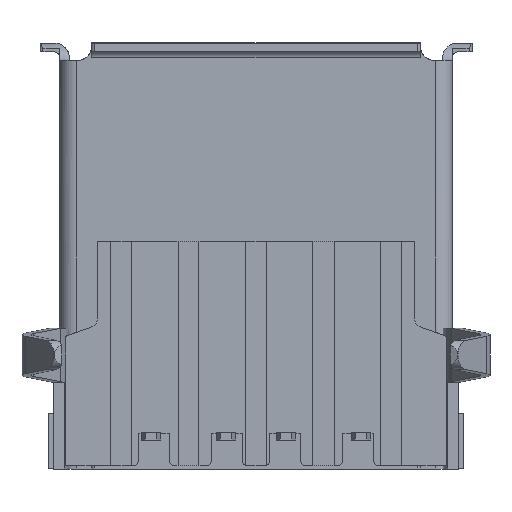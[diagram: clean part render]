
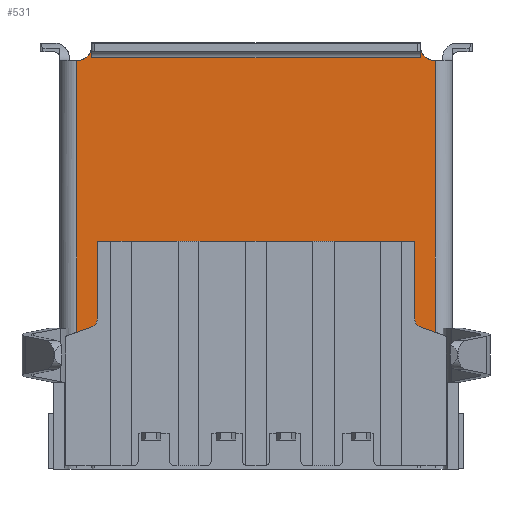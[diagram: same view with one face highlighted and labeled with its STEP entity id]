
A CAD part, front view. The second image highlights one B-rep face of the part: STEP entity #531.
In plain terms, the highlighted planar face has unit normal (0, -1, 0).
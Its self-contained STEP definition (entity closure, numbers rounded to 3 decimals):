
#531=ADVANCED_FACE('',(#1223),#1224,.T.);
#1223=FACE_OUTER_BOUND('',#2074,.T.);
#1224=PLANE('',#2075);
#2074=EDGE_LOOP('',(#3682,#3683,#3684,#3685,#3686,#3687,#3688,#3689,#3690,#3691,#3692,#3693,#3694,#3695,#3696,#3697,#3698,#3699,#3700,#3701));
#2075=AXIS2_PLACEMENT_3D('',#3702,#3703,#3704);
#3682=ORIENTED_EDGE('',*,*,#5635,.T.);
#3683=ORIENTED_EDGE('',*,*,#5836,.F.);
#3684=ORIENTED_EDGE('',*,*,#5850,.T.);
#3685=ORIENTED_EDGE('',*,*,#5851,.T.);
#3686=ORIENTED_EDGE('',*,*,#5852,.T.);
#3687=ORIENTED_EDGE('',*,*,#5853,.F.);
#3688=ORIENTED_EDGE('',*,*,#5854,.T.);
#3689=ORIENTED_EDGE('',*,*,#5855,.F.);
#3690=ORIENTED_EDGE('',*,*,#5856,.F.);
#3691=ORIENTED_EDGE('',*,*,#5857,.F.);
#3692=ORIENTED_EDGE('',*,*,#5858,.T.);
#3693=ORIENTED_EDGE('',*,*,#5859,.T.);
#3694=ORIENTED_EDGE('',*,*,#5860,.T.);
#3695=ORIENTED_EDGE('',*,*,#5861,.T.);
#3696=ORIENTED_EDGE('',*,*,#5676,.T.);
#3697=ORIENTED_EDGE('',*,*,#5672,.T.);
#3698=ORIENTED_EDGE('',*,*,#5668,.T.);
#3699=ORIENTED_EDGE('',*,*,#5645,.T.);
#3700=ORIENTED_EDGE('',*,*,#5642,.T.);
#3701=ORIENTED_EDGE('',*,*,#5639,.T.);
#3702=CARTESIAN_POINT('',(5.722,0.7,0.4));
#3703=DIRECTION('',(0.0,-1.0,-0.0));
#3704=DIRECTION('',(-1.0,0.0,0.));
#5635=EDGE_CURVE('',#6921,#6919,#6922,.T.);
#5639=EDGE_CURVE('',#6926,#6921,#6927,.T.);
#5642=EDGE_CURVE('',#6930,#6926,#6931,.T.);
#5645=EDGE_CURVE('',#6934,#6930,#6935,.T.);
#5668=EDGE_CURVE('',#6978,#6934,#6979,.T.);
#5672=EDGE_CURVE('',#6984,#6978,#6985,.T.);
#5676=EDGE_CURVE('',#6990,#6984,#6991,.T.);
#5836=EDGE_CURVE('',#7208,#6919,#7210,.T.);
#5850=EDGE_CURVE('',#7208,#7228,#7229,.T.);
#5851=EDGE_CURVE('',#7228,#7230,#7231,.T.);
#5852=EDGE_CURVE('',#7230,#7232,#7233,.T.);
#5853=EDGE_CURVE('',#7234,#7232,#7235,.T.);
#5854=EDGE_CURVE('',#7234,#7236,#7237,.T.);
#5855=EDGE_CURVE('',#7238,#7236,#7239,.T.);
#5856=EDGE_CURVE('',#7240,#7238,#7241,.T.);
#5857=EDGE_CURVE('',#7242,#7240,#7243,.T.);
#5858=EDGE_CURVE('',#7242,#7244,#7245,.T.);
#5859=EDGE_CURVE('',#7244,#7246,#7247,.T.);
#5860=EDGE_CURVE('',#7246,#7248,#7249,.T.);
#5861=EDGE_CURVE('',#7248,#6990,#7250,.T.);
#6919=VERTEX_POINT('',#8767);
#6921=VERTEX_POINT('',#8769);
#6922=LINE('',#8770,#8771);
#6926=VERTEX_POINT('',#8776);
#6927=CIRCLE('',#8777,0.292);
#6930=VERTEX_POINT('',#8781);
#6931=LINE('',#8782,#8783);
#6934=VERTEX_POINT('',#8787);
#6935=LINE('',#8788,#8789);
#6978=VERTEX_POINT('',#8853);
#6979=LINE('',#8854,#8855);
#6984=VERTEX_POINT('',#8862);
#6985=CIRCLE('',#8863,0.292);
#6990=VERTEX_POINT('',#8869);
#6991=LINE('',#8870,#8871);
#7208=VERTEX_POINT('',#9193);
#7210=LINE('',#9195,#9196);
#7228=VERTEX_POINT('',#9221);
#7229=LINE('',#9222,#9223);
#7230=VERTEX_POINT('',#9224);
#7231=CIRCLE('',#9225,0.487);
#7232=VERTEX_POINT('',#9226);
#7233=LINE('',#9227,#9228);
#7234=VERTEX_POINT('',#9229);
#7235=LINE('',#9230,#9231);
#7236=VERTEX_POINT('',#9232);
#7237=LINE('',#9233,#9234);
#7238=VERTEX_POINT('',#9235);
#7239=LINE('',#9236,#9237);
#7240=VERTEX_POINT('',#9238);
#7241=LINE('',#9239,#9240);
#7242=VERTEX_POINT('',#9241);
#7243=LINE('',#9242,#9243);
#7244=VERTEX_POINT('',#9244);
#7245=LINE('',#9245,#9246);
#7246=VERTEX_POINT('',#9247);
#7247=CIRCLE('',#9248,0.487);
#7248=VERTEX_POINT('',#9249);
#7249=LINE('',#9250,#9251);
#7250=LINE('',#9252,#9253);
#8767=CARTESIAN_POINT('',(5.967,0.7,-9.638));
#8769=CARTESIAN_POINT('',(5.487,0.7,-9.465));
#8770=CARTESIAN_POINT('',(4.209,0.7,-9.004));
#8771=VECTOR('',#10940,1.0);
#8776=CARTESIAN_POINT('',(5.294,0.7,-9.19));
#8777=AXIS2_PLACEMENT_3D('',#10945,#10946,#10947);
#8781=CARTESIAN_POINT('',(5.294,0.7,-6.6));
#8782=CARTESIAN_POINT('',(5.294,0.7,-3.748));
#8783=VECTOR('',#10949,1.0);
#8787=CARTESIAN_POINT('',(-5.294,0.7,-6.6));
#8788=CARTESIAN_POINT('',(2.861,0.7,-6.6));
#8789=VECTOR('',#10951,1.0);
#8853=CARTESIAN_POINT('',(-5.294,0.7,-9.19));
#8854=CARTESIAN_POINT('',(-5.294,0.7,-3.748));
#8855=VECTOR('',#10973,1.0);
#8862=CARTESIAN_POINT('',(-5.487,0.7,-9.465));
#8863=AXIS2_PLACEMENT_3D('',#10976,#10977,#10978);
#8869=CARTESIAN_POINT('',(-5.967,0.7,-9.638));
#8870=CARTESIAN_POINT('',(0.855,0.7,-7.178));
#8871=VECTOR('',#10983,1.0);
#9193=CARTESIAN_POINT('',(5.967,0.7,-0.587));
#9195=CARTESIAN_POINT('',(5.967,0.7,0.4));
#9196=VECTOR('',#11136,1.0);
#9221=CARTESIAN_POINT('',(5.963,0.7,-0.587));
#9222=CARTESIAN_POINT('',(5.908,0.7,-0.587));
#9223=VECTOR('',#11147,1.0);
#9224=CARTESIAN_POINT('',(5.477,0.7,-0.1));
#9225=AXIS2_PLACEMENT_3D('',#11148,#11149,#11150);
#9226=CARTESIAN_POINT('',(5.477,0.7,-0.067));
#9227=CARTESIAN_POINT('',(5.477,0.7,0.394));
#9228=VECTOR('',#11151,1.0);
#9229=CARTESIAN_POINT('',(5.477,0.7,-0.067));
#9230=CARTESIAN_POINT('',(5.722,0.7,-0.067));
#9231=VECTOR('',#11152,1.0);
#9232=CARTESIAN_POINT('',(5.477,0.7,-0.487));
#9233=CARTESIAN_POINT('',(5.477,0.7,0.4));
#9234=VECTOR('',#11153,1.0);
#9235=CARTESIAN_POINT('',(-5.477,0.7,-0.487));
#9236=CARTESIAN_POINT('',(-8.0,0.7,-0.487));
#9237=VECTOR('',#11154,1.0);
#9238=CARTESIAN_POINT('',(-5.477,0.7,-0.067));
#9239=CARTESIAN_POINT('',(-5.477,0.7,0.4));
#9240=VECTOR('',#11155,1.0);
#9241=CARTESIAN_POINT('',(-5.477,0.7,-0.067));
#9242=CARTESIAN_POINT('',(-5.722,0.7,-0.067));
#9243=VECTOR('',#11156,1.0);
#9244=CARTESIAN_POINT('',(-5.477,0.7,-0.1));
#9245=CARTESIAN_POINT('',(-5.477,0.7,0.394));
#9246=VECTOR('',#11157,1.0);
#9247=CARTESIAN_POINT('',(-5.963,0.7,-0.587));
#9248=AXIS2_PLACEMENT_3D('',#11158,#11159,#11160);
#9249=CARTESIAN_POINT('',(-5.967,0.7,-0.587));
#9250=CARTESIAN_POINT('',(-0.186,0.7,-0.587));
#9251=VECTOR('',#11161,1.0);
#9252=CARTESIAN_POINT('',(-5.967,0.7,0.4));
#9253=VECTOR('',#11162,1.0);
#10940=DIRECTION('',(0.941,0.0,-0.339));
#10945=CARTESIAN_POINT('',(5.586,0.7,-9.19));
#10946=DIRECTION('',(0.0,-1.0,-0.0));
#10947=DIRECTION('',(-1.0,0.0,0.));
#10949=DIRECTION('',(0.,0.0,-1.0));
#10951=DIRECTION('',(1.0,-0.0,0.));
#10973=DIRECTION('',(0.,0.0,1.0));
#10976=CARTESIAN_POINT('',(-5.586,0.7,-9.19));
#10977=DIRECTION('',(0.0,-1.0,-0.0));
#10978=DIRECTION('',(-1.0,0.0,0.));
#10983=DIRECTION('',(0.941,-0.0,0.339));
#11136=DIRECTION('',(0.,0.0,-1.0));
#11147=DIRECTION('',(-1.0,0.0,0.));
#11148=CARTESIAN_POINT('',(5.963,0.7,-0.1));
#11149=DIRECTION('',(0.0,1.0,0.0));
#11150=DIRECTION('',(-1.0,0.0,0.));
#11151=DIRECTION('',(0.,0.0,1.0));
#11152=DIRECTION('',(1.0,0.0,0.));
#11153=DIRECTION('',(0.,0.0,-1.0));
#11154=DIRECTION('',(1.0,0.0,0.));
#11155=DIRECTION('',(0.,0.0,-1.0));
#11156=DIRECTION('',(1.0,0.0,0.));
#11157=DIRECTION('',(0.,0.0,-1.0));
#11158=CARTESIAN_POINT('',(-5.963,0.7,-0.1));
#11159=DIRECTION('',(0.0,1.0,0.0));
#11160=DIRECTION('',(-1.0,0.0,0.));
#11161=DIRECTION('',(-1.0,0.0,0.));
#11162=DIRECTION('',(0.,0.0,-1.0));
